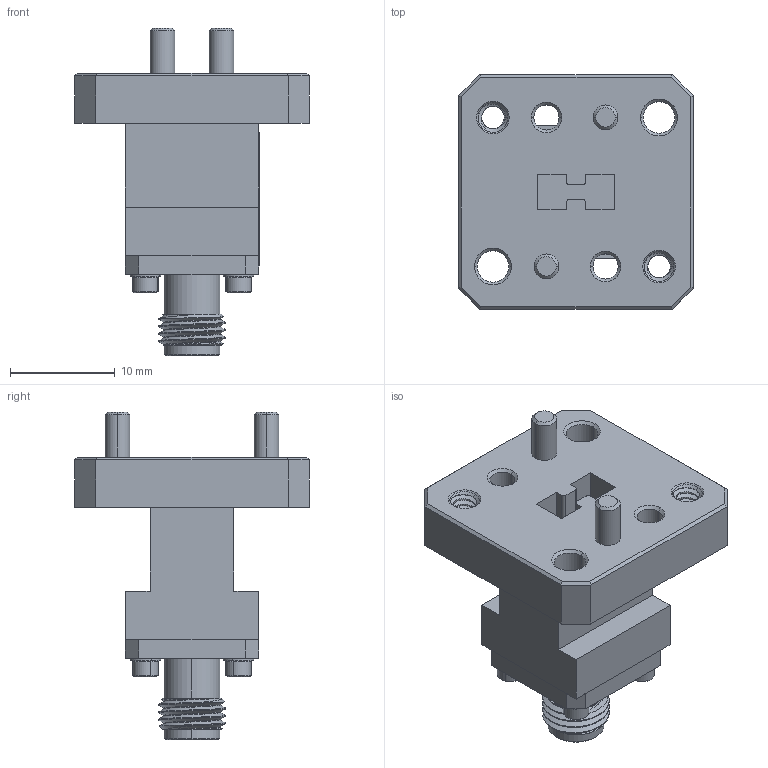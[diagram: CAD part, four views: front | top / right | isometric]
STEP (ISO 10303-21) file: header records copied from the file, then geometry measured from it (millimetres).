
FILE_DESCRIPTION (( 'STEP AP203' ), '1' );
FILE_NAME ('FMWCA1120.step', '2020-10-30T19:56:28', ( '' ), ( '' ), 'SwSTEP 2.0', 'SolidWorks 2018', '' );
FILE_SCHEMA (( 'CONFIG_CONTROL_DESIGN' ));
Length unit declared in the file: inch
Products named in the file (1): FMWCA1120
Bounding box: 22.4 x 22.4 x 31.3 mm (x, y, z)
Volume: 3893.1 mm3; surface area: 3298.1 mm2
Topology: 1 solids, 6 shells, 394 faces, 957 edges, 602 vertices
Faces by surface type: cylinder 156, plane 128, cone 79, bspline 31
Entity records: 19721 total; most frequent: CARTESIAN_POINT 10969, ORIENTED_EDGE 1914, DIRECTION 1687, EDGE_CURVE 957, AXIS2_PLACEMENT_3D 640, VERTEX_POINT 602, EDGE_LOOP 441, VECTOR 407
